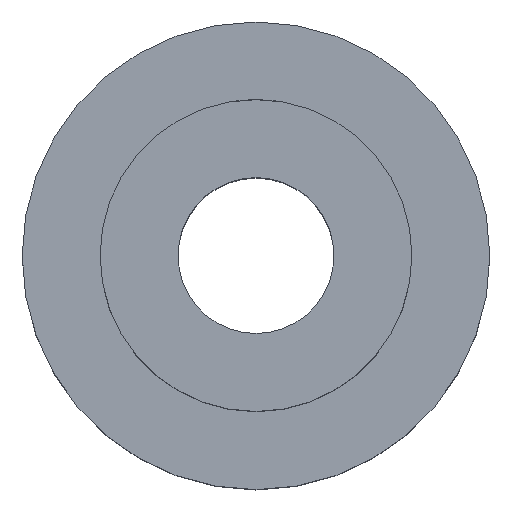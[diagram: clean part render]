
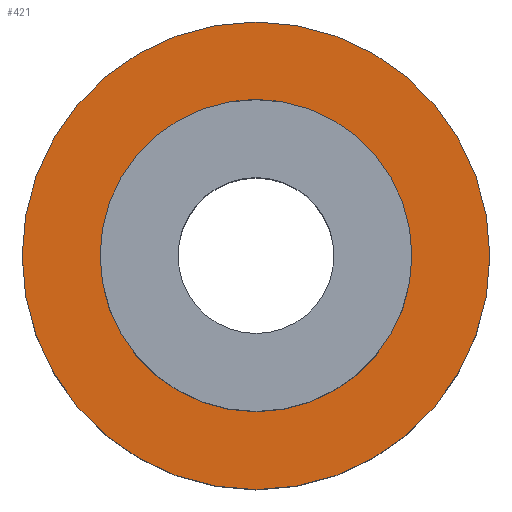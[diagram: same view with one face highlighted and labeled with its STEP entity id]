
A CAD part, top view. The second image highlights one B-rep face of the part: STEP entity #421.
In plain terms, the highlighted planar face has unit normal (0, 0, 1).
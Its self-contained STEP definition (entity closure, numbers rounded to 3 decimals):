
#17 = CIRCLE ( 'NONE', #847, 20. ) ;
#59 = CARTESIAN_POINT ( 'NONE',  ( 0., 0., 23. ) ) ;
#74 = FACE_OUTER_BOUND ( 'NONE', #569, .T. ) ;
#122 = AXIS2_PLACEMENT_3D ( 'NONE', #221, #410, #496 ) ;
#130 = CARTESIAN_POINT ( 'NONE',  ( 30., 0., 23. ) ) ;
#171 = VERTEX_POINT ( 'NONE', #861 ) ;
#185 = VERTEX_POINT ( 'NONE', #782 ) ;
#189 = CARTESIAN_POINT ( 'NONE',  ( 0., 0., 23. ) ) ;
#221 = CARTESIAN_POINT ( 'NONE',  ( 0., 0., 23. ) ) ;
#244 = CIRCLE ( 'NONE', #528, 20. ) ;
#255 = ORIENTED_EDGE ( 'NONE', *, *, #289, .F. ) ;
#289 = EDGE_CURVE ( 'NONE', #454, #185, #244, .T. ) ;
#294 = DIRECTION ( 'NONE',  ( 1., 0., 0. ) ) ;
#297 = EDGE_CURVE ( 'NONE', #804, #171, #605, .T. ) ;
#315 = DIRECTION ( 'NONE',  ( 0., 0., 1. ) ) ;
#345 = CARTESIAN_POINT ( 'NONE',  ( 20., 0., 23. ) ) ;
#351 = DIRECTION ( 'NONE',  ( 1., 0., 0. ) ) ;
#392 = CARTESIAN_POINT ( 'NONE',  ( 0., 0., 23. ) ) ;
#401 = ORIENTED_EDGE ( 'NONE', *, *, #858, .T. ) ;
#410 = DIRECTION ( 'NONE',  ( 0., 0., 1. ) ) ;
#421 = ADVANCED_FACE ( 'NONE', ( #757, #74 ), #484, .T. ) ;
#454 = VERTEX_POINT ( 'NONE', #345 ) ;
#465 = DIRECTION ( 'NONE',  ( 1., 0., 0. ) ) ;
#484 = PLANE ( 'NONE',  #562 ) ;
#496 = DIRECTION ( 'NONE',  ( 1., 0., 0. ) ) ;
#528 = AXIS2_PLACEMENT_3D ( 'NONE', #189, #615, #555 ) ;
#555 = DIRECTION ( 'NONE',  ( 1., 0., 0. ) ) ;
#562 = AXIS2_PLACEMENT_3D ( 'NONE', #59, #752, #351 ) ;
#569 = EDGE_LOOP ( 'NONE', ( #401, #614 ) ) ;
#605 = CIRCLE ( 'NONE', #122, 30. ) ;
#614 = ORIENTED_EDGE ( 'NONE', *, *, #297, .T. ) ;
#615 = DIRECTION ( 'NONE',  ( 0., 0., 1. ) ) ;
#647 = EDGE_CURVE ( 'NONE', #185, #454, #17, .T. ) ;
#683 = ORIENTED_EDGE ( 'NONE', *, *, #647, .F. ) ;
#696 = CARTESIAN_POINT ( 'NONE',  ( 0., 0., 23. ) ) ;
#727 = CIRCLE ( 'NONE', #828, 30. ) ;
#752 = DIRECTION ( 'NONE',  ( 0., 0., 1. ) ) ;
#757 = FACE_BOUND ( 'NONE', #871, .T. ) ;
#782 = CARTESIAN_POINT ( 'NONE',  ( -20., 0., 23. ) ) ;
#804 = VERTEX_POINT ( 'NONE', #130 ) ;
#813 = DIRECTION ( 'NONE',  ( 0., 0., 1. ) ) ;
#828 = AXIS2_PLACEMENT_3D ( 'NONE', #696, #813, #294 ) ;
#847 = AXIS2_PLACEMENT_3D ( 'NONE', #392, #315, #465 ) ;
#858 = EDGE_CURVE ( 'NONE', #171, #804, #727, .T. ) ;
#861 = CARTESIAN_POINT ( 'NONE',  ( -30., 0., 23. ) ) ;
#871 = EDGE_LOOP ( 'NONE', ( #683, #255 ) ) ;
